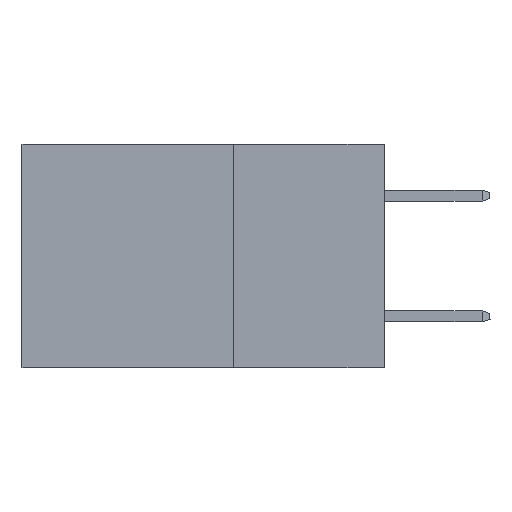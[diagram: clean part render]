
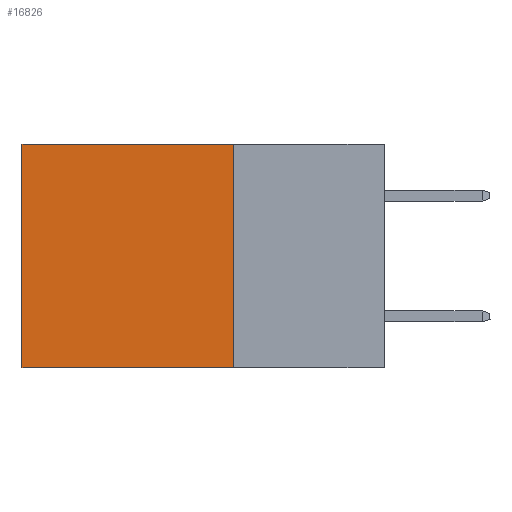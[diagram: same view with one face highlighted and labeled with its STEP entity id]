
A CAD part, left-side view. The second image highlights one B-rep face of the part: STEP entity #16826.
In plain terms, the highlighted planar face has unit normal (-1, 0, 0).
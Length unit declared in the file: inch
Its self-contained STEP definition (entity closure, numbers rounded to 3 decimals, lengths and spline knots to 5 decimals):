
#445 = CARTESIAN_POINT ( 'NONE',  ( 0.2615, 0.6, -0.37 ) ) ;
#501 = DIRECTION ( 'NONE',  ( 0., 0., -1. ) ) ;
#1055 = VECTOR ( 'NONE', #10167, 39.37008 ) ;
#1600 = LINE ( 'NONE', #7335, #16695 ) ;
#1881 = VERTEX_POINT ( 'NONE', #445 ) ;
#3031 = CARTESIAN_POINT ( 'NONE',  ( 0.2615, 0.25, 0. ) ) ;
#3489 = FACE_OUTER_BOUND ( 'NONE', #18188, .T. ) ;
#3710 = VERTEX_POINT ( 'NONE', #6344 ) ;
#4634 = LINE ( 'NONE', #15604, #16110 ) ;
#4722 = VECTOR ( 'NONE', #9465, 39.37008 ) ;
#6344 = CARTESIAN_POINT ( 'NONE',  ( 0.2615, 0.6, 0. ) ) ;
#7335 = CARTESIAN_POINT ( 'NONE',  ( 0.2615, 0.25, -0.37 ) ) ;
#7459 = ORIENTED_EDGE ( 'NONE', *, *, #16120, .T. ) ;
#7527 = VERTEX_POINT ( 'NONE', #3031 ) ;
#7736 = VERTEX_POINT ( 'NONE', #15562 ) ;
#7988 = CARTESIAN_POINT ( 'NONE',  ( 0.2615, 0.6, -0.37 ) ) ;
#8720 = LINE ( 'NONE', #7988, #4722 ) ;
#9100 = ORIENTED_EDGE ( 'NONE', *, *, #11633, .F. ) ;
#9465 = DIRECTION ( 'NONE',  ( 0., 0., -1. ) ) ;
#9580 = DIRECTION ( 'NONE',  ( 1., 0., 0. ) ) ;
#9794 = ORIENTED_EDGE ( 'NONE', *, *, #15171, .F. ) ;
#10167 = DIRECTION ( 'NONE',  ( 0., 1., 0. ) ) ;
#11137 = EDGE_CURVE ( 'NONE', #7527, #3710, #16590, .T. ) ;
#11419 = ORIENTED_EDGE ( 'NONE', *, *, #11137, .T. ) ;
#11633 = EDGE_CURVE ( 'NONE', #7527, #7736, #4634, .T. ) ;
#13976 = AXIS2_PLACEMENT_3D ( 'NONE', #18473, #9580, #501 ) ;
#14001 = PLANE ( 'NONE',  #13976 ) ;
#15171 = EDGE_CURVE ( 'NONE', #7736, #1881, #1600, .T. ) ;
#15562 = CARTESIAN_POINT ( 'NONE',  ( 0.2615, 0.25, -0.37 ) ) ;
#15604 = CARTESIAN_POINT ( 'NONE',  ( 0.2615, 0.25, -0.37 ) ) ;
#16110 = VECTOR ( 'NONE', #17108, 39.37008 ) ;
#16120 = EDGE_CURVE ( 'NONE', #3710, #1881, #8720, .T. ) ;
#16213 = DIRECTION ( 'NONE',  ( 0., 1., 0. ) ) ;
#16590 = LINE ( 'NONE', #17563, #1055 ) ;
#16695 = VECTOR ( 'NONE', #16213, 39.37008 ) ;
#16826 = ADVANCED_FACE ( 'NONE', ( #3489 ), #14001, .F. ) ;
#17108 = DIRECTION ( 'NONE',  ( 0., 0., -1. ) ) ;
#17563 = CARTESIAN_POINT ( 'NONE',  ( 0.2615, 0.25, 0. ) ) ;
#18188 = EDGE_LOOP ( 'NONE', ( #7459, #9794, #9100, #11419 ) ) ;
#18473 = CARTESIAN_POINT ( 'NONE',  ( 0.2615, 0.25, -0.37 ) ) ;
